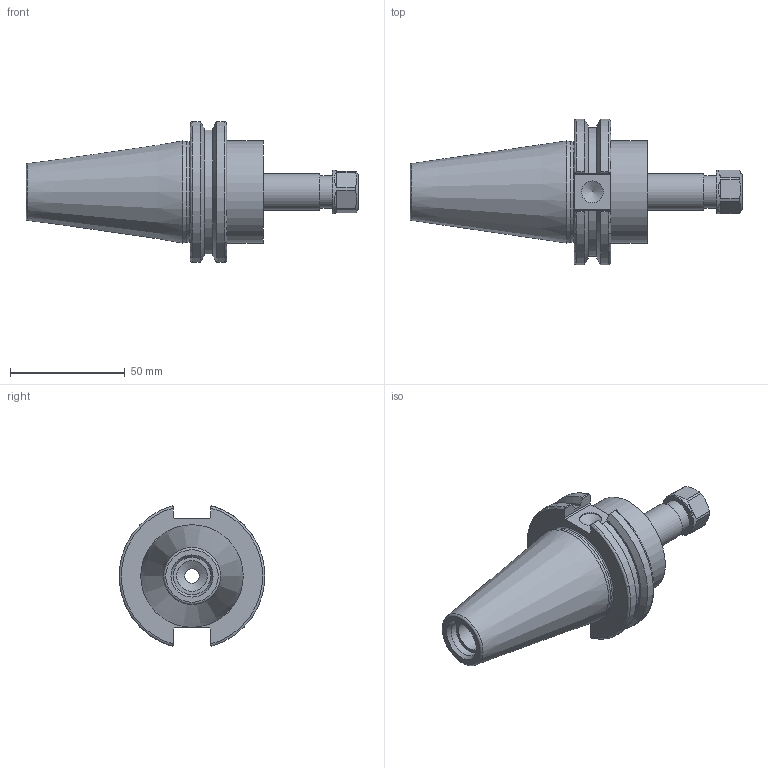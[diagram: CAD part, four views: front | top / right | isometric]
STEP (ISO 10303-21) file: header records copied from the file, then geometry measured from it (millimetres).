
FILE_DESCRIPTION(/* description */ (''),/* implementation_level */ '2;1');
FILE_NAME(/* name */ 'BK030B25.stp',/* time_stamp */ '2025-01-23T16:04:59+09:00',/* author */ ('eos'),/* organization */ (''),/* preprocessor_version */ 'ST-DEVELOPER v20',/* originating_system */ 'Autodesk Inventor 2025',/* authorisation */ '');
FILE_SCHEMA (('AUTOMOTIVE_DESIGN { 1 0 10303 214 3 1 1 }'));
Length unit declared in the file: millimetre
Products named in the file (3): LO-CAT40-ER11-3.00; CAT50; ER11NUT
Assembly tree (2 placements, depth 2):
  LO-CAT40-ER11-3.00
    CAT50
    ER11NUT
Bounding box: 144.45 x 63.26 x 61.09 mm (x, y, z)
Volume: 130149.8 mm3; surface area: 27021.9 mm2
Topology: 2 solids, 2 shells, 81 faces, 204 edges, 134 vertices
Faces by surface type: plane 45, cylinder 18, cone 11, torus 7
Full cylindrical faces by diameter (mm): 6.401 x1, 8 x1, 8.6 x1, 9.525 x1, 13.386 x1, 14 x2, 16 x1, 16.3 x1, 19 x1, 43.6 x1, 44.45 x1
Entity records: 2601 total; most frequent: CARTESIAN_POINT 565, DIRECTION 407, ORIENTED_EDGE 406, EDGE_CURVE 203, AXIS2_PLACEMENT_3D 157, VERTEX_POINT 134, EDGE_LOOP 93, LINE 93
